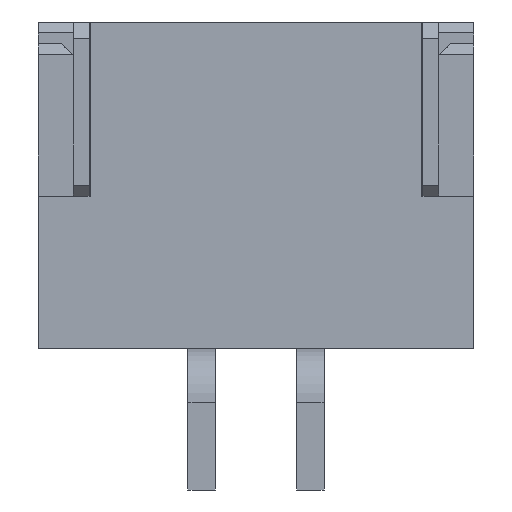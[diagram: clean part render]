
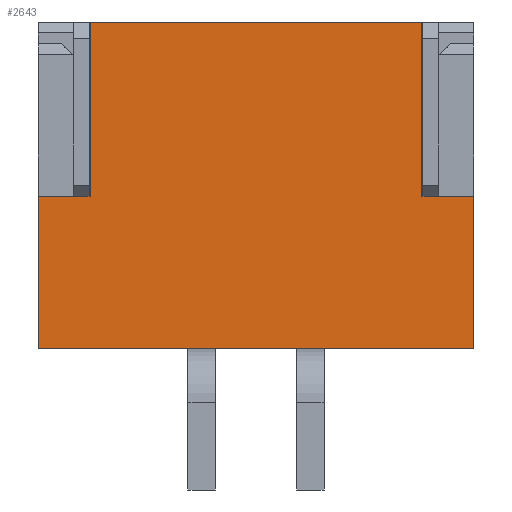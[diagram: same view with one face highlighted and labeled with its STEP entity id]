
A CAD part, front view. The second image highlights one B-rep face of the part: STEP entity #2643.
In plain terms, the highlighted planar face has unit normal (0, -1, 0).
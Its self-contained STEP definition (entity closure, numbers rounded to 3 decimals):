
#146=DIRECTION('',(0.,0.,-1.));
#147=VECTOR('',#146,2.8);
#148=CARTESIAN_POINT('',(-4.,-3.41,-3.2));
#149=LINE('',#148,#147);
#470=DIRECTION('',(0.,0.,-1.));
#471=VECTOR('',#470,2.8);
#472=CARTESIAN_POINT('',(4.,-3.41,-3.2));
#473=LINE('',#472,#471);
#718=DIRECTION('',(1.,0.,0.));
#719=VECTOR('',#718,8.);
#720=CARTESIAN_POINT('',(-4.,-3.41,-6.));
#721=LINE('',#720,#719);
#770=DIRECTION('',(1.,0.,0.));
#771=VECTOR('',#770,0.95);
#772=CARTESIAN_POINT('',(-4.,-3.41,-3.2));
#773=LINE('',#772,#771);
#774=DIRECTION('',(0.,0.,-1.));
#775=VECTOR('',#774,3.2);
#776=CARTESIAN_POINT('',(-3.05,-3.41,0.));
#777=LINE('',#776,#775);
#778=DIRECTION('',(1.,0.,0.));
#779=VECTOR('',#778,6.1);
#780=CARTESIAN_POINT('',(-3.05,-3.41,0.));
#781=LINE('',#780,#779);
#782=DIRECTION('',(0.,0.,-1.));
#783=VECTOR('',#782,3.2);
#784=CARTESIAN_POINT('',(3.05,-3.41,0.));
#785=LINE('',#784,#783);
#786=DIRECTION('',(-1.,0.,0.));
#787=VECTOR('',#786,0.95);
#788=CARTESIAN_POINT('',(4.,-3.41,-3.2));
#789=LINE('',#788,#787);
#1362=CARTESIAN_POINT('',(-4.,-3.41,-6.));
#1364=VERTEX_POINT('',#1362);
#1372=CARTESIAN_POINT('',(4.,-3.41,-6.));
#1374=VERTEX_POINT('',#1372);
#1428=CARTESIAN_POINT('',(4.,-3.41,-3.2));
#1430=VERTEX_POINT('',#1428);
#1432=CARTESIAN_POINT('',(3.05,-3.41,0.));
#1433=CARTESIAN_POINT('',(3.05,-3.41,-3.2));
#1434=VERTEX_POINT('',#1432);
#1435=VERTEX_POINT('',#1433);
#1442=CARTESIAN_POINT('',(-4.,-3.41,-3.2));
#1444=VERTEX_POINT('',#1442);
#1446=CARTESIAN_POINT('',(-3.05,-3.41,0.));
#1447=CARTESIAN_POINT('',(-3.05,-3.41,-3.2));
#1448=VERTEX_POINT('',#1446);
#1449=VERTEX_POINT('',#1447);
#2626=CARTESIAN_POINT('',(-4.,-3.41,0.));
#2627=DIRECTION('',(0.,-1.,0.));
#2628=DIRECTION('',(0.,0.,-1.));
#2629=AXIS2_PLACEMENT_3D('',#2626,#2627,#2628);
#2630=PLANE('',#2629);
#2631=ORIENTED_EDGE('',*,*,#1777,.F.);
#2633=ORIENTED_EDGE('',*,*,#2632,.T.);
#2635=ORIENTED_EDGE('',*,*,#2634,.F.);
#2636=ORIENTED_EDGE('',*,*,#1926,.T.);
#2637=ORIENTED_EDGE('',*,*,#1993,.T.);
#2638=ORIENTED_EDGE('',*,*,#2134,.F.);
#2639=ORIENTED_EDGE('',*,*,#2217,.T.);
#2640=ORIENTED_EDGE('',*,*,#2593,.F.);
#2641=EDGE_LOOP('',(#2631,#2633,#2635,#2636,#2637,#2638,#2639,#2640));
#2642=FACE_OUTER_BOUND('',#2641,.F.);
#1777=EDGE_CURVE('',#1444,#1364,#149,.T.);
#1926=EDGE_CURVE('',#1448,#1434,#781,.T.);
#1993=EDGE_CURVE('',#1434,#1435,#785,.T.);
#2134=EDGE_CURVE('',#1430,#1435,#789,.T.);
#2217=EDGE_CURVE('',#1430,#1374,#473,.T.);
#2593=EDGE_CURVE('',#1364,#1374,#721,.T.);
#2632=EDGE_CURVE('',#1444,#1449,#773,.T.);
#2634=EDGE_CURVE('',#1448,#1449,#777,.T.);
#2643=ADVANCED_FACE('',(#2642),#2630,.T.);
